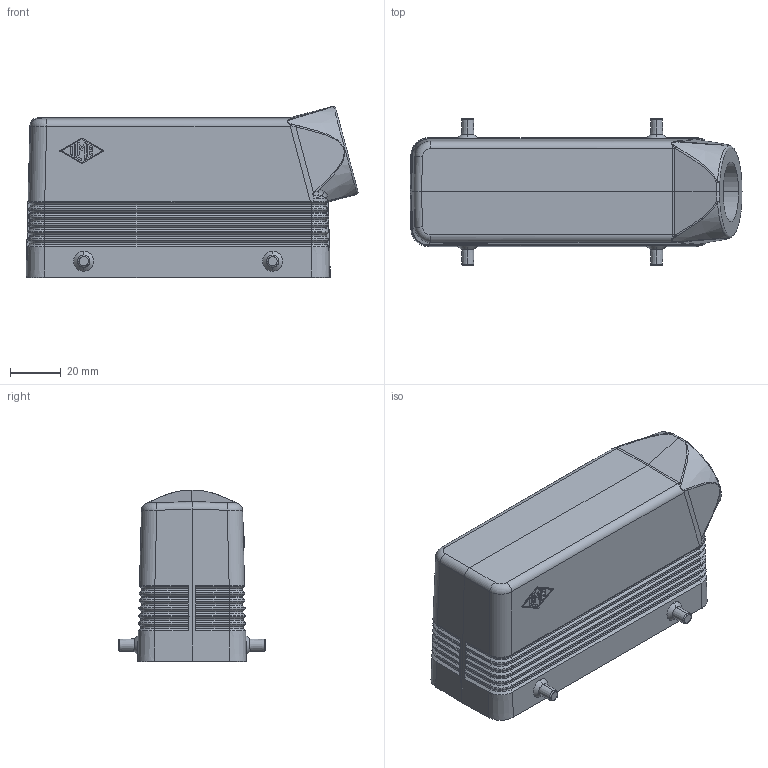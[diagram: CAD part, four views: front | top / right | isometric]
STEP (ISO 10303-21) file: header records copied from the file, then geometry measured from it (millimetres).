
FILE_DESCRIPTION(('Creo Elements/Direct Modeling STEP Export'),'2;1');
FILE_NAME('0ln7uvk5kq5n5bb4868','2022-09-20T11:28:42',(''),(''),'Creo Elements/Direct Modeling STEP processor for AP214 (Solid Model)','Creo Elements/Direct Modeling 20.1B 02-Apr-2019 (C) Parametric Technology GmbH','');
FILE_SCHEMA(('AUTOMOTIVE_DESIGN { 1 0 10303 214 1 1 1 1 }'));
Length unit declared in the file: millimetre
Products named in the file (2): MHOR 24.25
Assembly tree (1 placements, depth 2):
  MHOR 24.25
    MHOR 24.25
Bounding box: 130.92 x 58 x 67.56 mm (x, y, z)
Volume: 73760 mm3; surface area: 48753.9 mm2
Topology: 1 solids, 1 shells, 606 faces, 1415 edges, 819 vertices
Faces by surface type: plane 199, cylinder 173, bspline 86, cone 78, torus 60, sphere 10
Entity records: 26247 total; most frequent: CARTESIAN_POINT 8482, ORIENTED_EDGE 2818, DIRECTION 2548, EDGE_CURVE 1409, AXIS2_PLACEMENT_3D 946, VERTEX_POINT 819, VECTOR 656, LINE 656
